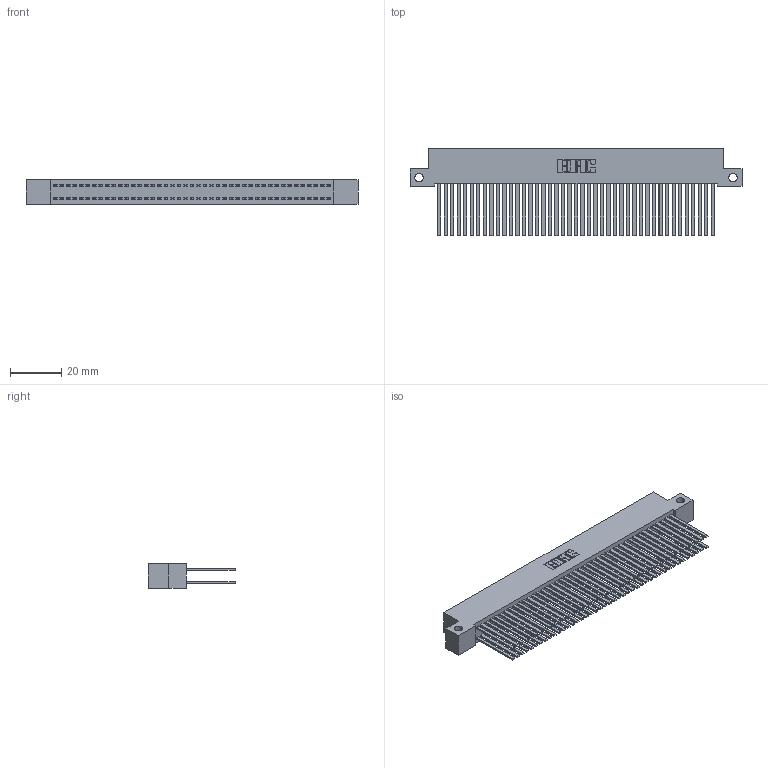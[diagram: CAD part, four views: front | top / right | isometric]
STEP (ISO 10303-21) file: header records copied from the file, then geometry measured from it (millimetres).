
FILE_DESCRIPTION (( 'STEP AP203' ), '1' );
FILE_NAME ('342-086-544-212.STEP', '2019-10-04T13:17:05', ( '' ), ( '' ), 'SwSTEP 2.0', 'SolidWorks 2016', '' );
FILE_SCHEMA (( 'CONFIG_CONTROL_DESIGN' ));
Length unit declared in the file: inch
Products named in the file (3): 342 Part_Side Mount; 345-292-001_345-293-144; 342-086-544-212
Assembly tree (87 placements, depth 2):
  342-086-544-212
    342 Part_Side Mount
    345-292-001_345-293-144  x86
Bounding box: 129.54 x 34.3 x 9.4 mm (x, y, z)
Volume: 12775.5 mm3; surface area: 23998.8 mm2
Topology: 87 solids, 87 shells, 4066 faces, 12081 edges, 7938 vertices
Faces by surface type: plane 2818, cylinder 1248
Entity records: 27221 total; most frequent: CARTESIAN_POINT 4506, ORIENTED_EDGE 4442, DIRECTION 3845, EDGE_CURVE 2221, LINE 2097, VECTOR 2097, VERTEX_POINT 1478, AXIS2_PLACEMENT_3D 874
